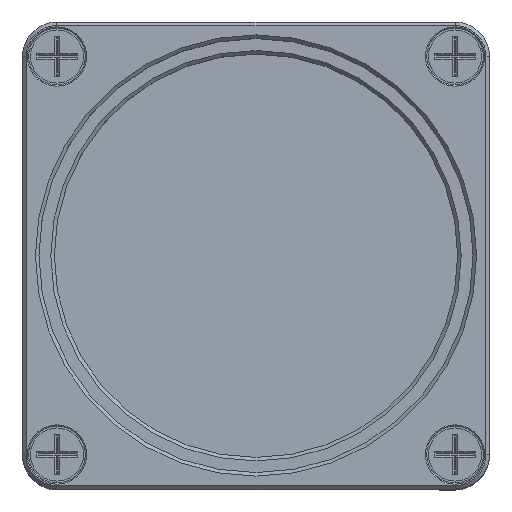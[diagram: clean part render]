
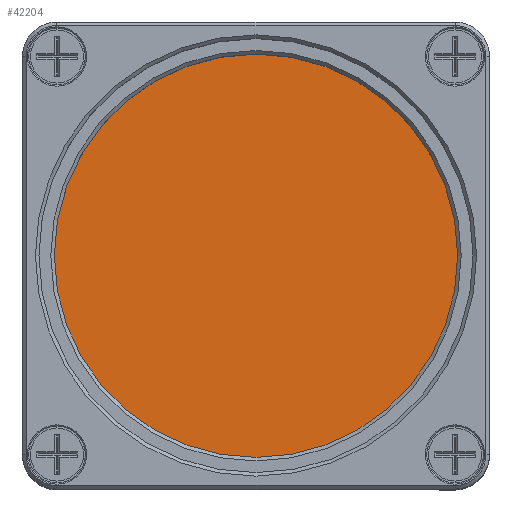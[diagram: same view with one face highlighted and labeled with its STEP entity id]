
A CAD part, top view. The second image highlights one B-rep face of the part: STEP entity #42204.
In plain terms, the highlighted face is planar.
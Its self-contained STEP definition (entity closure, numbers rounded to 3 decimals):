
#42204=ADVANCED_FACE('',(#53460),#47571,.F.);
#47571=PLANE('',#141004);
#53460=FACE_OUTER_BOUND('',#60521,.T.);
#60521=EDGE_LOOP('',(#84568));
#84568=ORIENTED_EDGE('',*,*,#122927,.F.);
#107245=VERTEX_POINT('',#202980);
#122927=EDGE_CURVE('',#107245,#107245,#133305,.T.);
#133305=CIRCLE('',#141001,12.5);
#141001=AXIS2_PLACEMENT_3D('',#202979,#165775,#165776);
#141004=AXIS2_PLACEMENT_3D('',#202983,#165781,#165782);
#165775=DIRECTION('',(0.,0.,1.));
#165776=DIRECTION('',(1.,0.,0.));
#165781=DIRECTION('',(0.,0.,1.));
#165782=DIRECTION('',(1.,0.,0.));
#202979=CARTESIAN_POINT('',(0.,0.,0.));
#202980=CARTESIAN_POINT('',(12.5,0.,0.));
#202983=CARTESIAN_POINT('',(0.,0.,0.));
